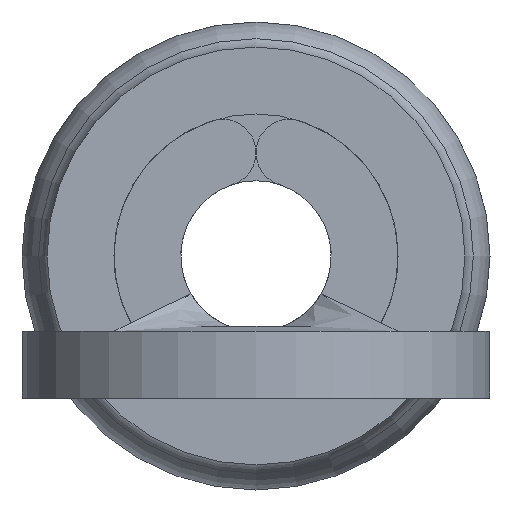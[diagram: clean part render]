
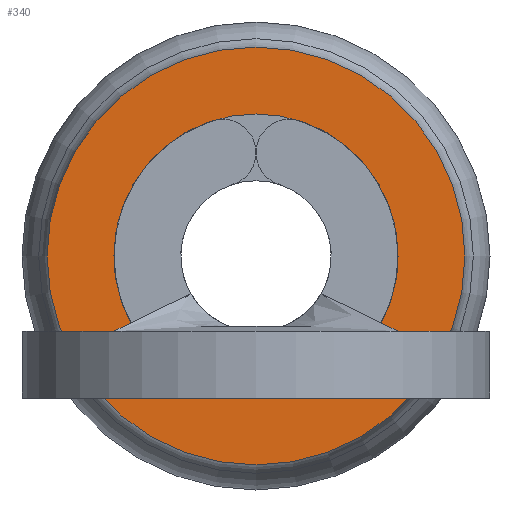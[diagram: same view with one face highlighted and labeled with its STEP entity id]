
A CAD part, front view. The second image highlights one B-rep face of the part: STEP entity #340.
In plain terms, the highlighted planar face has unit normal (0, -1, 0).
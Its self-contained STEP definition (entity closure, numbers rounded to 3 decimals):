
#274 = CYLINDRICAL_SURFACE('',#275,1.7);
#275 = AXIS2_PLACEMENT_3D('',#276,#277,#278);
#276 = CARTESIAN_POINT('',(0.,1.,1.7));
#277 = DIRECTION('',(0.,-1.,0.));
#278 = DIRECTION('',(1.,0.,0.));
#291 = VERTEX_POINT('',#292);
#292 = CARTESIAN_POINT('',(1.7,1.,1.7));
#313 = EDGE_CURVE('',#291,#291,#314,.T.);
#314 = SURFACE_CURVE('',#315,(#320,#327),.PCURVE_S1.);
#315 = CIRCLE('',#316,1.7);
#316 = AXIS2_PLACEMENT_3D('',#317,#318,#319);
#317 = CARTESIAN_POINT('',(0.,1.,1.7));
#318 = DIRECTION('',(0.,-1.,0.));
#319 = DIRECTION('',(1.,0.,0.));
#320 = PCURVE('',#274,#321);
#321 = DEFINITIONAL_REPRESENTATION('',(#322),#326);
#322 = LINE('',#323,#324);
#323 = CARTESIAN_POINT('',(0.,-0.));
#324 = VECTOR('',#325,1.);
#325 = DIRECTION('',(1.,0.));
#326 = ( GEOMETRIC_REPRESENTATION_CONTEXT(2) 
PARAMETRIC_REPRESENTATION_CONTEXT() REPRESENTATION_CONTEXT('2D SPACE',''
  ) );
#327 = PCURVE('',#328,#333);
#328 = PLANE('',#329);
#329 = AXIS2_PLACEMENT_3D('',#330,#331,#332);
#330 = CARTESIAN_POINT('',(0.,1.,1.7));
#331 = DIRECTION('',(0.,-1.,0.));
#332 = DIRECTION('',(1.,0.,0.));
#333 = DEFINITIONAL_REPRESENTATION('',(#334),#338);
#334 = CIRCLE('',#335,1.7);
#335 = AXIS2_PLACEMENT_2D('',#336,#337);
#336 = CARTESIAN_POINT('',(0.,0.));
#337 = DIRECTION('',(1.,-0.));
#338 = ( GEOMETRIC_REPRESENTATION_CONTEXT(2) 
PARAMETRIC_REPRESENTATION_CONTEXT() REPRESENTATION_CONTEXT('2D SPACE',''
  ) );
#340 = ADVANCED_FACE('',(#341,#344),#328,.T.);
#341 = FACE_BOUND('',#342,.F.);
#342 = EDGE_LOOP('',(#343));
#343 = ORIENTED_EDGE('',*,*,#313,.T.);
#344 = FACE_BOUND('',#345,.F.);
#345 = EDGE_LOOP('',(#346));
#346 = ORIENTED_EDGE('',*,*,#347,.F.);
#347 = EDGE_CURVE('',#348,#348,#350,.T.);
#348 = VERTEX_POINT('',#349);
#349 = CARTESIAN_POINT('',(2.5,1.,1.7));
#350 = SURFACE_CURVE('',#351,(#356,#363),.PCURVE_S1.);
#351 = CIRCLE('',#352,2.5);
#352 = AXIS2_PLACEMENT_3D('',#353,#354,#355);
#353 = CARTESIAN_POINT('',(0.,1.,1.7));
#354 = DIRECTION('',(0.,-1.,0.));
#355 = DIRECTION('',(1.,0.,0.));
#356 = PCURVE('',#328,#357);
#357 = DEFINITIONAL_REPRESENTATION('',(#358),#362);
#358 = CIRCLE('',#359,2.5);
#359 = AXIS2_PLACEMENT_2D('',#360,#361);
#360 = CARTESIAN_POINT('',(0.,0.));
#361 = DIRECTION('',(1.,-0.));
#362 = ( GEOMETRIC_REPRESENTATION_CONTEXT(2) 
PARAMETRIC_REPRESENTATION_CONTEXT() REPRESENTATION_CONTEXT('2D SPACE',''
  ) );
#363 = PCURVE('',#364,#369);
#364 = CYLINDRICAL_SURFACE('',#365,2.5);
#365 = AXIS2_PLACEMENT_3D('',#366,#367,#368);
#366 = CARTESIAN_POINT('',(0.,1.,1.7));
#367 = DIRECTION('',(-0.,1.,0.));
#368 = DIRECTION('',(1.,0.,0.));
#369 = DEFINITIONAL_REPRESENTATION('',(#370),#374);
#370 = LINE('',#371,#372);
#371 = CARTESIAN_POINT('',(-0.,0.));
#372 = VECTOR('',#373,1.);
#373 = DIRECTION('',(-1.,0.));
#374 = ( GEOMETRIC_REPRESENTATION_CONTEXT(2) 
PARAMETRIC_REPRESENTATION_CONTEXT() REPRESENTATION_CONTEXT('2D SPACE',''
  ) );
